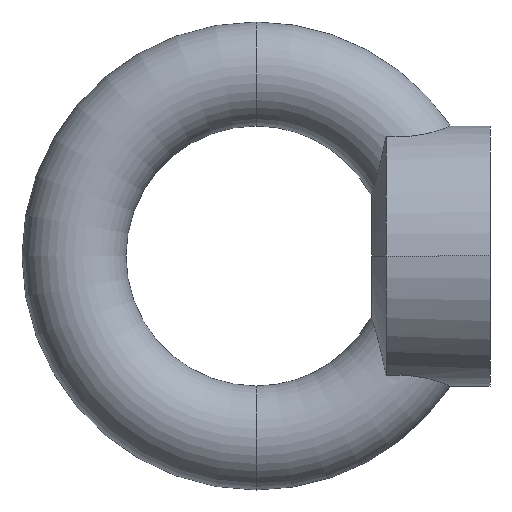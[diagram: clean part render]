
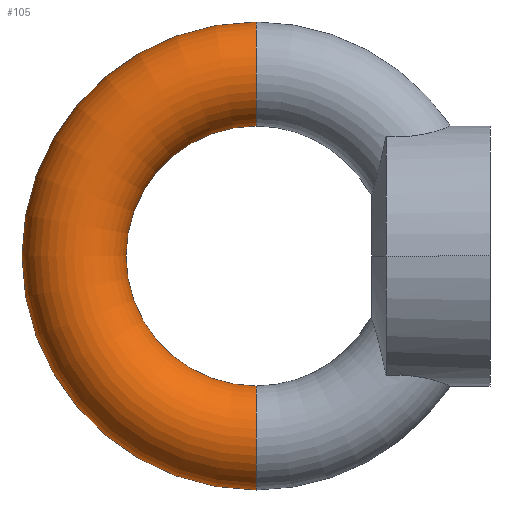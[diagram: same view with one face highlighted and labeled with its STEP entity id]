
A CAD part, left-side view. The second image highlights one B-rep face of the part: STEP entity #105.
In plain terms, the highlighted toroidal (fillet/blend) face has major radius 35 mm and minor radius 10 mm.
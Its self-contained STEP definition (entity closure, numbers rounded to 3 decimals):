
#105=ADVANCED_FACE('',(#149),#150,.T.);
#149=FACE_OUTER_BOUND('',#207,.T.);
#150=TOROIDAL_SURFACE('',#208,35.0,10.0);
#207=EDGE_LOOP('',(#323,#324,#325,#326));
#208=AXIS2_PLACEMENT_3D('',#327,#328,#329);
#323=ORIENTED_EDGE('',*,*,#451,.T.);
#324=ORIENTED_EDGE('',*,*,#475,.F.);
#325=ORIENTED_EDGE('',*,*,#452,.T.);
#326=ORIENTED_EDGE('',*,*,#476,.F.);
#327=CARTESIAN_POINT('',(0.0,45.0,0.0));
#328=DIRECTION('',(-1.0,0.0,0.0));
#329=DIRECTION('',(0.0,0.0,1.0));
#451=EDGE_CURVE('',#519,#506,#530,.T.);
#452=EDGE_CURVE('',#509,#527,#531,.T.);
#475=EDGE_CURVE('',#509,#506,#566,.T.);
#476=EDGE_CURVE('',#519,#527,#567,.T.);
#506=VERTEX_POINT('',#590);
#509=VERTEX_POINT('',#593);
#519=VERTEX_POINT('',#640);
#527=VERTEX_POINT('',#687);
#530=CIRCLE('',#690,45.0);
#531=CIRCLE('',#691,25.0);
#566=CIRCLE('',#787,10.0);
#567=CIRCLE('',#788,10.0);
#590=CARTESIAN_POINT('',(0.,45.0,-45.0));
#593=CARTESIAN_POINT('',(0.,45.0,-25.0));
#640=CARTESIAN_POINT('',(0.,45.0,45.0));
#687=CARTESIAN_POINT('',(0.,45.0,25.0));
#690=AXIS2_PLACEMENT_3D('',#854,#855,#856);
#691=AXIS2_PLACEMENT_3D('',#857,#858,#859);
#787=AXIS2_PLACEMENT_3D('',#899,#900,#901);
#788=AXIS2_PLACEMENT_3D('',#902,#903,#904);
#854=CARTESIAN_POINT('',(0.,45.0,0.0));
#855=DIRECTION('',(-1.0,0.0,0.0));
#856=DIRECTION('',(0.0,-0.0,1.0));
#857=CARTESIAN_POINT('',(0.,45.0,0.0));
#858=DIRECTION('',(1.0,0.0,-0.0));
#859=DIRECTION('',(0.0,0.0,1.0));
#899=CARTESIAN_POINT('',(0.0,45.0,-35.0));
#900=DIRECTION('',(0.0,-1.0,0.));
#901=DIRECTION('',(0.0,0.,-1.0));
#902=CARTESIAN_POINT('',(0.0,45.0,35.0));
#903=DIRECTION('',(-0.0,-1.0,0.));
#904=DIRECTION('',(0.0,0.,1.0));
